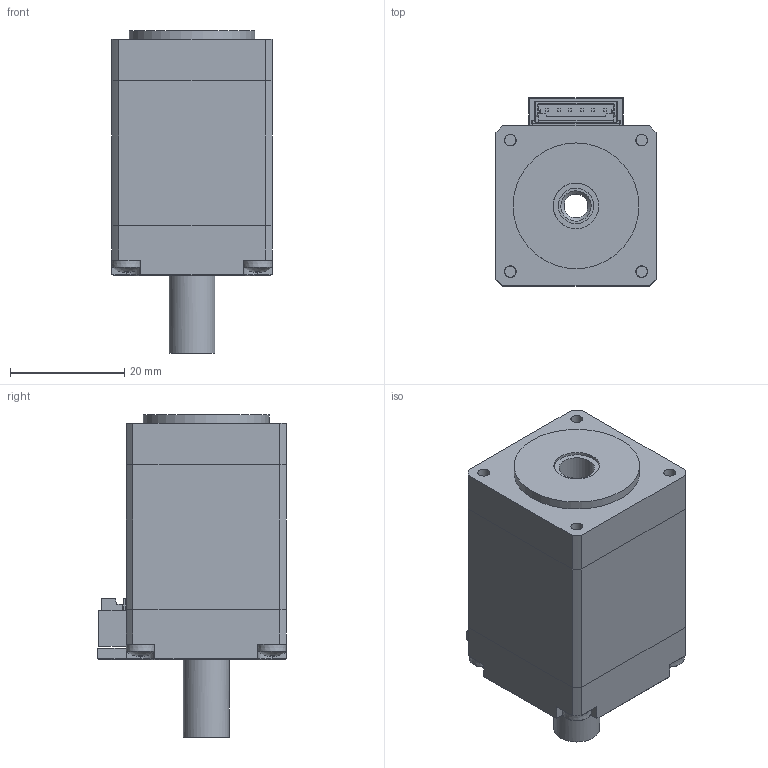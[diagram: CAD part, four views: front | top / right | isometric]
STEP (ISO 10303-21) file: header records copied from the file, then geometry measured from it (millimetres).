
FILE_DESCRIPTION((''),'2;1');
FILE_NAME('LA281M-B.stp','2018-08-21T15:56:02',('tao.xu'),(''),'Autodesk Inventor 2013','Autodesk Inventor 2013','');
FILE_SCHEMA(('CONFIG_CONTROL_DESIGN'));
Length unit declared in the file: millimetre
Products named in the file (1): 零件31
Bounding box: 28 x 33 x 56.35 mm (x, y, z)
Volume: 32260.1 mm3; surface area: 9073.7 mm2
Topology: 2 solids, 3 shells, 442 faces, 1162 edges, 748 vertices
Faces by surface type: plane 320, cone 53, cylinder 45, torus 20, sphere 4
Full cylindrical faces by diameter (mm): 2.013 x2, 2.05 x4, 4.2 x1, 6.2 x2, 8 x3, 9 x1, 9.5 x1, 22 x1
Entity records: 14141 total; most frequent: CARTESIAN_POINT 3145, ORIENTED_EDGE 2216, DIRECTION 2080, EDGE_CURVE 1108, VECTOR 766, LINE 766, VERTEX_POINT 730, AXIS2_PLACEMENT_3D 657
